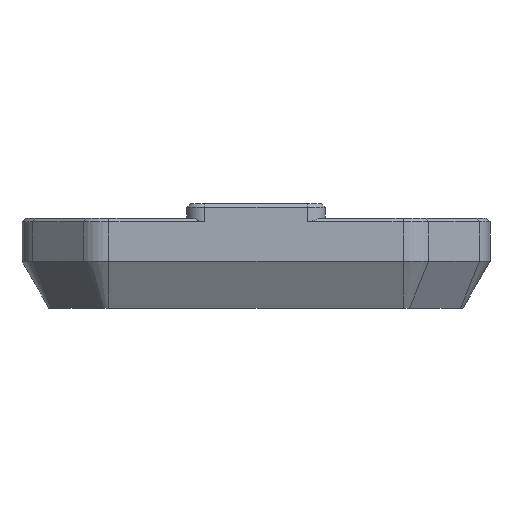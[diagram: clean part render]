
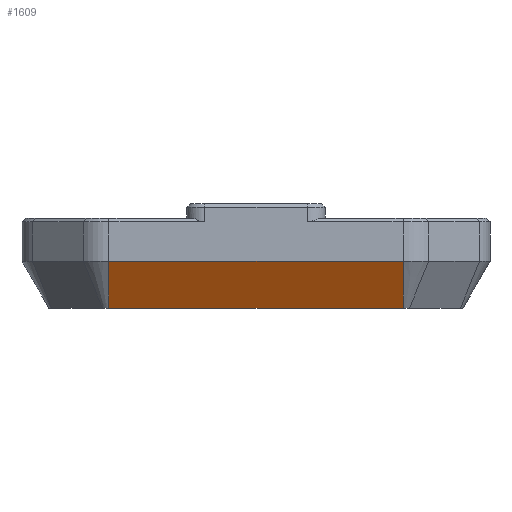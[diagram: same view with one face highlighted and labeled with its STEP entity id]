
A CAD part, front view. The second image highlights one B-rep face of the part: STEP entity #1609.
In plain terms, the highlighted planar face has unit normal (0, -0.866, -0.5).
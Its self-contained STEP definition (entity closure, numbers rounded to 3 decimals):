
#162=FACE_OUTER_BOUND('',#265,.T.);
#265=EDGE_LOOP('',(#1171,#1172,#1173,#1174));
#369=LINE('',#2460,#534);
#388=LINE('',#2524,#553);
#391=LINE('',#2531,#556);
#392=LINE('',#2532,#557);
#534=VECTOR('',#1939,10.);
#553=VECTOR('',#2006,10.);
#556=VECTOR('',#2013,10.);
#557=VECTOR('',#2014,10.);
#700=VERTEX_POINT('',#2457);
#701=VERTEX_POINT('',#2459);
#722=VERTEX_POINT('',#2522);
#724=VERTEX_POINT('',#2530);
#850=EDGE_CURVE('',#701,#700,#369,.T.);
#883=EDGE_CURVE('',#722,#700,#388,.T.);
#886=EDGE_CURVE('',#724,#701,#391,.T.);
#887=EDGE_CURVE('',#722,#724,#392,.T.);
#1171=ORIENTED_EDGE('',*,*,#886,.T.);
#1172=ORIENTED_EDGE('',*,*,#850,.T.);
#1173=ORIENTED_EDGE('',*,*,#883,.F.);
#1174=ORIENTED_EDGE('',*,*,#887,.T.);
#1548=PLANE('',#1746);
#1609=ADVANCED_FACE('',(#162),#1548,.T.);
#1746=AXIS2_PLACEMENT_3D('',#2529,#2011,#2012);
#1939=DIRECTION('',(1.,0.,0.));
#2006=DIRECTION('',(0.,0.5,-0.866));
#2011=DIRECTION('center_axis',(0.,-0.866,-0.5));
#2012=DIRECTION('ref_axis',(-1.,0.,0.));
#2013=DIRECTION('',(0.,0.5,-0.866));
#2014=DIRECTION('',(-1.,0.,0.));
#2457=CARTESIAN_POINT('',(8.172,-18.5,0.));
#2459=CARTESIAN_POINT('',(-8.172,-18.5,0.));
#2460=CARTESIAN_POINT('',(-6.5,-18.5,0.));
#2522=CARTESIAN_POINT('',(8.172,-20.,2.598));
#2524=CARTESIAN_POINT('',(8.172,-20.,2.598));
#2529=CARTESIAN_POINT('Origin',(-6.5,-19.25,1.299));
#2530=CARTESIAN_POINT('',(-8.172,-20.,2.598));
#2531=CARTESIAN_POINT('',(-8.172,-20.,2.598));
#2532=CARTESIAN_POINT('',(-6.5,-20.,2.598));
